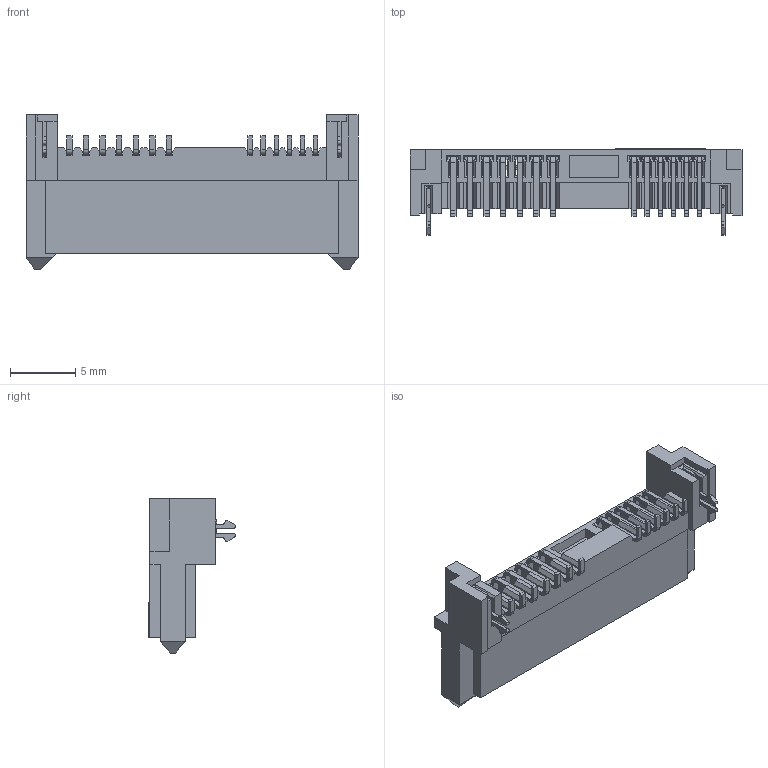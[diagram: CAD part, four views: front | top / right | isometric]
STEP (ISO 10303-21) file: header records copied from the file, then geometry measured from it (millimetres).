
FILE_DESCRIPTION((''),'2;1');
FILE_NAME('PRT0001','2012-10-30T',('12241758'),(''),'PRO/ENGINEER BY PARAMETRIC TECHNOLOGY CORPORATION, 2009360','PRO/ENGINEER BY PARAMETRIC TECHNOLOGY CORPORATION, 2009360','');
FILE_SCHEMA(('CONFIG_CONTROL_DESIGN'));
Length unit declared in the file: millimetre
Products named in the file (1): PRT0001
Bounding box: 25.4 x 6.65 x 11.8 mm (x, y, z)
Volume: 551.6 mm3; surface area: 1557.7 mm2
Topology: 1 solids, 1 shells, 1469 faces, 4059 edges, 2484 vertices
Faces by surface type: plane 1199, cylinder 218, bspline 52
Entity records: 47963 total; most frequent: CARTESIAN_POINT 10926, ORIENTED_EDGE 8118, DIRECTION 7059, EDGE_CURVE 4059, VECTOR 3477, LINE 3477, VERTEX_POINT 2484, AXIS2_PLACEMENT_3D 1791
